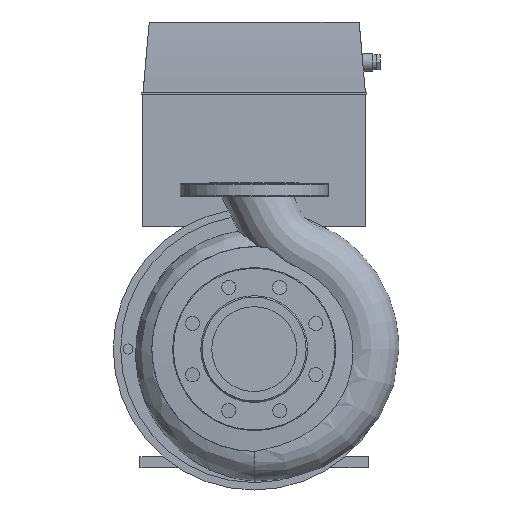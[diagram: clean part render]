
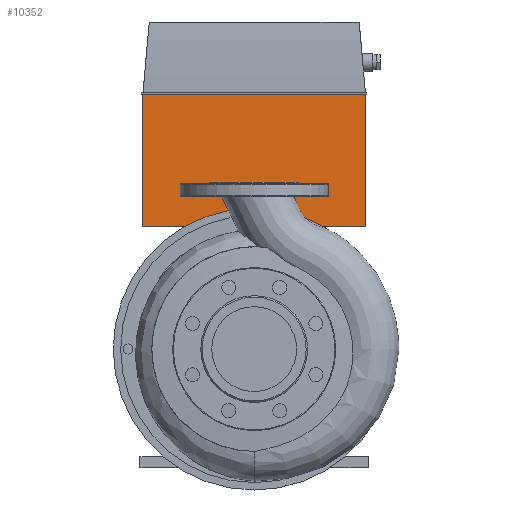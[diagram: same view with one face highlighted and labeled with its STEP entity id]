
A CAD part, left-side view. The second image highlights one B-rep face of the part: STEP entity #10352.
In plain terms, the highlighted planar face has unit normal (-1, 0, 0).
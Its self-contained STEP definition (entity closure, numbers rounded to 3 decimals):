
#941=LINE('',#22289,#1844);
#948=LINE('',#22307,#1851);
#951=LINE('',#22313,#1854);
#952=LINE('',#22314,#1855);
#1844=VECTOR('',#14209,10.);
#1851=VECTOR('',#14234,10.);
#1854=VECTOR('',#14239,10.);
#1855=VECTOR('',#14240,10.);
#2349=PLANE('',#11365);
#3096=FACE_OUTER_BOUND('',#3835,.T.);
#3835=EDGE_LOOP('',(#9551,#9552,#9553,#9554));
#5253=VERTEX_POINT('',#22285);
#5255=VERTEX_POINT('',#22288);
#5257=VERTEX_POINT('',#22306);
#5259=VERTEX_POINT('',#22312);
#6684=EDGE_CURVE('',#5255,#5253,#941,.T.);
#6693=EDGE_CURVE('',#5257,#5255,#948,.T.);
#6696=EDGE_CURVE('',#5253,#5259,#951,.T.);
#6697=EDGE_CURVE('',#5259,#5257,#952,.T.);
#9551=ORIENTED_EDGE('',*,*,#6684,.T.);
#9552=ORIENTED_EDGE('',*,*,#6696,.T.);
#9553=ORIENTED_EDGE('',*,*,#6697,.T.);
#9554=ORIENTED_EDGE('',*,*,#6693,.T.);
#10352=ADVANCED_FACE('',(#3096),#2349,.T.);
#11365=AXIS2_PLACEMENT_3D('',#22311,#14237,#14238);
#14209=DIRECTION('',(0.,1.,0.));
#14234=DIRECTION('',(0.,0.,1.));
#14237=DIRECTION('center_axis',(-1.,0.,0.));
#14238=DIRECTION('ref_axis',(0.,0.,1.));
#14239=DIRECTION('',(0.,0.,-1.));
#14240=DIRECTION('',(0.,-1.,0.));
#22285=CARTESIAN_POINT('',(319.7,150.,503.4));
#22288=CARTESIAN_POINT('',(319.7,-150.,503.4));
#22289=CARTESIAN_POINT('',(319.7,0.,503.4));
#22306=CARTESIAN_POINT('',(319.7,-150.,325.));
#22307=CARTESIAN_POINT('',(319.7,-150.,325.));
#22311=CARTESIAN_POINT('Origin',(319.7,0.,504.4));
#22312=CARTESIAN_POINT('',(319.7,150.,325.));
#22313=CARTESIAN_POINT('',(319.7,150.,325.));
#22314=CARTESIAN_POINT('',(319.7,0.,325.));
